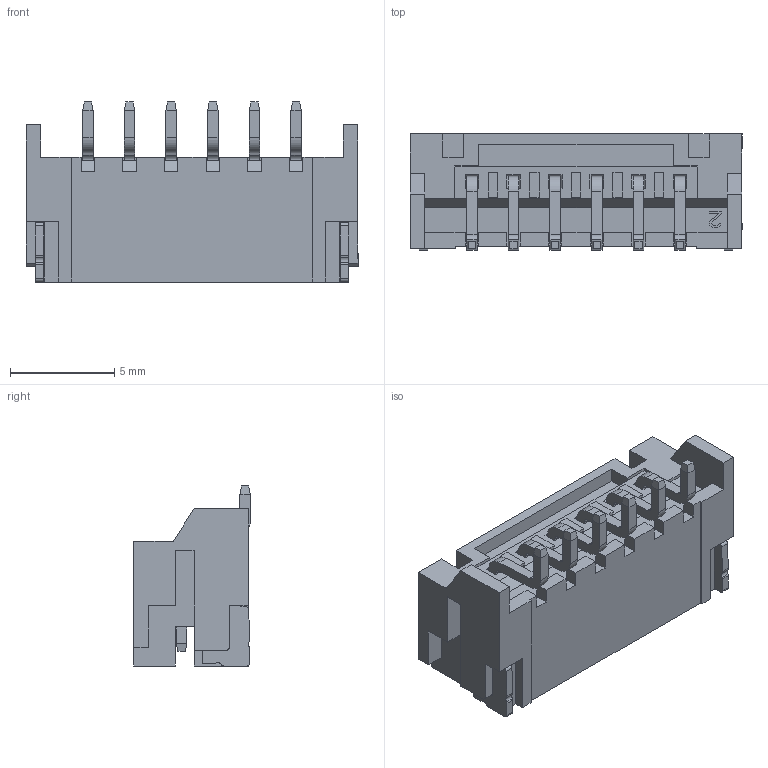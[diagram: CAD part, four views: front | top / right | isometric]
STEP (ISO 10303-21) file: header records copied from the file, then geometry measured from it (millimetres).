
FILE_DESCRIPTION((''),'2;1');
FILE_NAME('200-WTB-F-RA-SMT-CONN-6P','2022-03-26T17:02:31',('Administrator'),(''),'CREO PARAMETRIC BY PTC INC, 2020033','CREO PARAMETRIC BY PTC INC, 2020033','');
FILE_SCHEMA(('CONFIG_CONTROL_DESIGN'));
Length unit declared in the file: millimetre
Products named in the file (1): 200-WTB-F-RA-SMT-CONN-6P
Bounding box: 15.95 x 5.6 x 8.65 mm (x, y, z)
Volume: 235.5 mm3; surface area: 828.9 mm2
Topology: 1 solids, 1 shells, 535 faces, 1507 edges, 972 vertices
Faces by surface type: plane 456, cylinder 79
Entity records: 17021 total; most frequent: CARTESIAN_POINT 3014, ORIENTED_EDGE 3014, DIRECTION 2735, EDGE_CURVE 1507, VECTOR 1349, LINE 1349, VERTEX_POINT 972, AXIS2_PLACEMENT_3D 693
